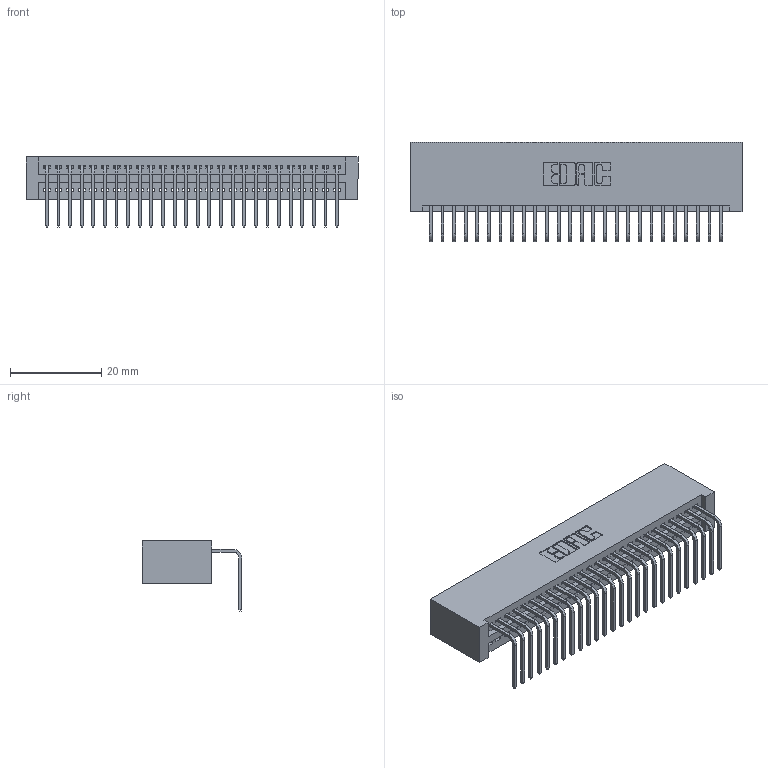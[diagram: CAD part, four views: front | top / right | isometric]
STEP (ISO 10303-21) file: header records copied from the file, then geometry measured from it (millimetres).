
FILE_DESCRIPTION (( 'STEP AP203' ), '1' );
FILE_NAME ('345-026-558-101.STEP', '2019-10-10T13:32:38', ( '' ), ( '' ), 'SwSTEP 2.0', 'SolidWorks 2016', '' );
FILE_SCHEMA (( 'CONFIG_CONTROL_DESIGN' ));
Length unit declared in the file: inch
Products named in the file (3): 345 Part_No Mounting Lugs; 345-292-001_558 Tail - 2; 345-026-558-101
Assembly tree (27 placements, depth 2):
  345-026-558-101
    345 Part_No Mounting Lugs
    345-292-001_558 Tail - 2  x26
Bounding box: 72.64 x 21.83 x 15.37 mm (x, y, z)
Volume: 7439.7 mm3; surface area: 10368.4 mm2
Topology: 27 solids, 27 shells, 1678 faces, 5049 edges, 3330 vertices
Faces by surface type: plane 1168, cylinder 510
Entity records: 21529 total; most frequent: CARTESIAN_POINT 3738, ORIENTED_EDGE 3698, DIRECTION 3281, EDGE_CURVE 1849, LINE 1621, VECTOR 1621, VERTEX_POINT 1230, AXIS2_PLACEMENT_3D 830
